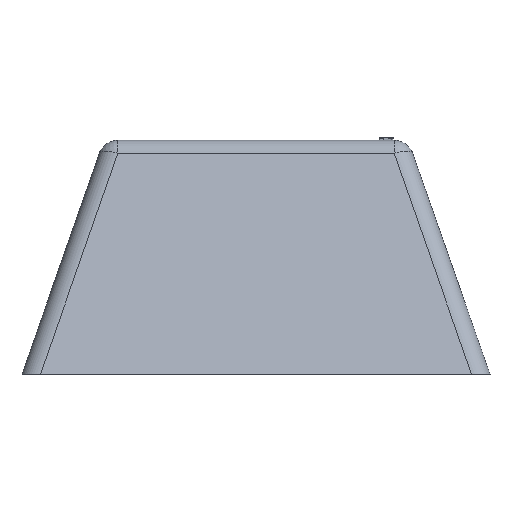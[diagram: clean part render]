
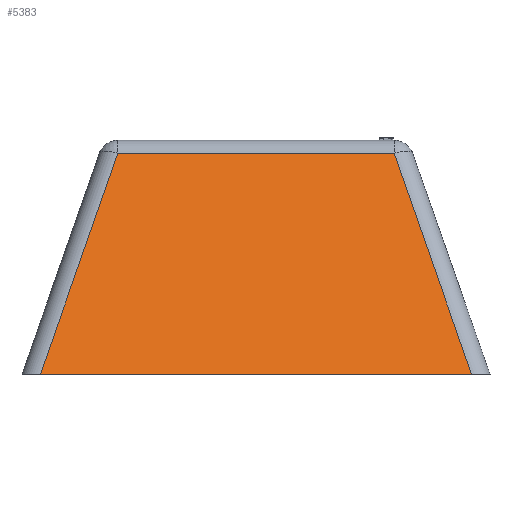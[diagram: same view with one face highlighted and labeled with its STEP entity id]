
A CAD part, left-side view. The second image highlights one B-rep face of the part: STEP entity #5383.
In plain terms, the highlighted planar face has unit normal (-0.944, 0, 0.33).
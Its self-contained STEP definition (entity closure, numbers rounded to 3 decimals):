
#662=FACE_OUTER_BOUND('',#970,.T.);
#970=EDGE_LOOP('',(#4943,#4944,#4945,#4946));
#1430=LINE('',#9883,#1899);
#1432=LINE('',#9889,#1901);
#1435=LINE('',#9898,#1904);
#1441=LINE('',#9913,#1910);
#1899=VECTOR('',#6362,10.);
#1901=VECTOR('',#6368,10.);
#1904=VECTOR('',#6379,10.);
#1910=VECTOR('',#6395,10.);
#2574=VERTEX_POINT('',#9871);
#2577=VERTEX_POINT('',#9879);
#2578=VERTEX_POINT('',#9885);
#2581=VERTEX_POINT('',#9896);
#3362=EDGE_CURVE('',#2574,#2577,#1430,.T.);
#3365=EDGE_CURVE('',#2577,#2578,#1432,.T.);
#3369=EDGE_CURVE('',#2581,#2574,#1435,.T.);
#3377=EDGE_CURVE('',#2581,#2578,#1441,.T.);
#4943=ORIENTED_EDGE('',*,*,#3365,.F.);
#4944=ORIENTED_EDGE('',*,*,#3362,.F.);
#4945=ORIENTED_EDGE('',*,*,#3369,.F.);
#4946=ORIENTED_EDGE('',*,*,#3377,.T.);
#5093=PLANE('',#5575);
#5383=ADVANCED_FACE('',(#662),#5093,.T.);
#5575=AXIS2_PLACEMENT_3D('',#9912,#6393,#6394);
#6362=DIRECTION('',(0.,-1.,0.));
#6368=DIRECTION('',(-0.314,-0.314,-0.896));
#6379=DIRECTION('',(0.314,-0.314,0.896));
#6393=DIRECTION('center_axis',(-0.944,0.,0.33));
#6394=DIRECTION('ref_axis',(0.,1.,0.));
#6395=DIRECTION('',(0.,-1.,0.));
#9871=CARTESIAN_POINT('',(-151.026,5.318,8.498));
#9879=CARTESIAN_POINT('',(-151.026,-5.318,8.498));
#9883=CARTESIAN_POINT('',(-151.026,2.75,8.498));
#9885=CARTESIAN_POINT('',(-154.,-8.292,0.));
#9889=CARTESIAN_POINT('',(-150.028,-4.321,11.347));
#9896=CARTESIAN_POINT('',(-154.,8.292,0.));
#9898=CARTESIAN_POINT('',(-150.028,4.321,11.347));
#9912=CARTESIAN_POINT('Origin',(-150.5,5.5,10.));
#9913=CARTESIAN_POINT('',(-154.,-5.5,0.));
